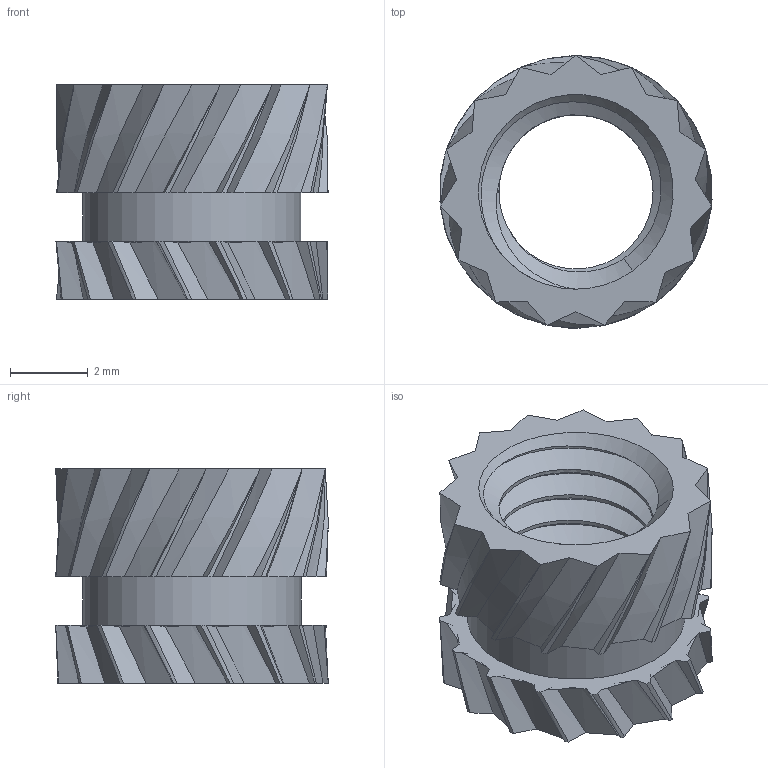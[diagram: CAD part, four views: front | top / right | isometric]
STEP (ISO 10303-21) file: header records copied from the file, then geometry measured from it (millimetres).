
FILE_DESCRIPTION(/* description */ (''),/* implementation_level */ '2;1');
FILE_NAME(/* name */ 'Insert M5 D7 L9.5mm v1.step',/* time_stamp */ '2024-04-29T22:35:02+02:00',/* author */ (''),/* organization */ (''),/* preprocessor_version */ 'ST-DEVELOPER v20',/* originating_system */ 'Autodesk Translation Framework v12.20.1.177',/* authorisation */ '');
FILE_SCHEMA (('AUTOMOTIVE_DESIGN { 1 0 10303 214 3 1 1 }'));
Length unit declared in the file: millimetre
Products named in the file (1): Insert M5 D7 L9.5mm
Bounding box: 6.99 x 7 x 5.5 mm (x, y, z)
Volume: 84.5 mm3; surface area: 318.2 mm2
Topology: 1 solids, 1 shells, 159 faces, 433 edges, 278 vertices
Faces by surface type: bspline 92, cylinder 46, plane 19, cone 2
Full cylindrical faces by diameter (mm): 3.961 x5, 5 x6, 5.6 x1
Entity records: 8960 total; most frequent: CARTESIAN_POINT 5645, ORIENTED_EDGE 866, EDGE_CURVE 433, DIRECTION 392, VERTEX_POINT 278, B_SPLINE_CURVE_WITH_KNOTS 246, EDGE_LOOP 163, FACE_OUTER_BOUND 159
